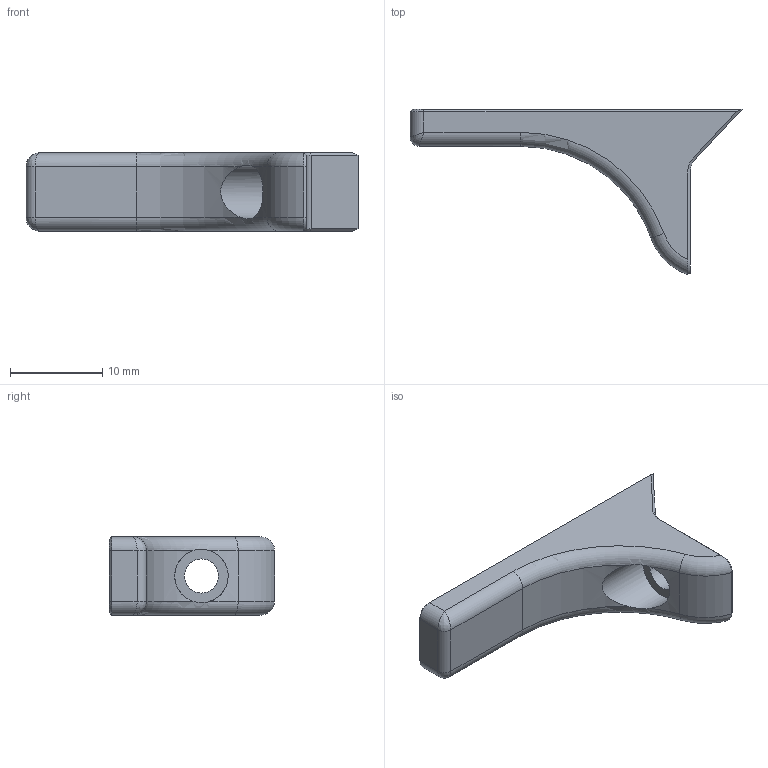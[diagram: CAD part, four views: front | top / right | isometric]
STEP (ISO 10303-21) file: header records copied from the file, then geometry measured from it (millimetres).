
FILE_DESCRIPTION(/* description */ ('STEP AP242','CAx-IF Rec.Pracs.---Representation and Presentation of Product Manufacturing Information (PMI)---4.0---2014-10-13','CAx-IF Rec.Pracs.---3D Tessellated Geometry---0.4---2014-09-14','2;1'),/* implementation_level */ '2;1');
FILE_NAME(/* name */ 'Turd Herder V3 - Brush_Arm',/* time_stamp */ '2025-09-10T03:42:26Z',/* author */ (''),/* organization */ (''),/* preprocessor_version */ 'ST-DEVELOPER v20',/* originating_system */ 'ONSHAPE BY PTC INC, 1.203',/* authorisation */ ' ');
FILE_SCHEMA (('AP242_MANAGED_MODEL_BASED_3D_ENGINEERING_MIM_LF { 1 0 10303 442 1 1 4 }'));
Length unit declared in the file: metre
Products named in the file (1): Brush_Arm
Bounding box: 36 x 17.91 x 8.5 mm (x, y, z)
Volume: 1785.8 mm3; surface area: 1276.8 mm2
Topology: 1 solids, 1 shells, 39 faces, 89 edges, 50 vertices
Faces by surface type: plane 16, cylinder 11, bspline 4, torus 4, cone 4
Full cylindrical faces by diameter (mm): 3.7 x1, 5.8 x1
Entity records: 1145 total; most frequent: CARTESIAN_POINT 289, DIRECTION 175, ORIENTED_EDGE 168, EDGE_CURVE 84, AXIS2_PLACEMENT_3D 67, VERTEX_POINT 49, EDGE_LOOP 43, FACE_BOUND 43
